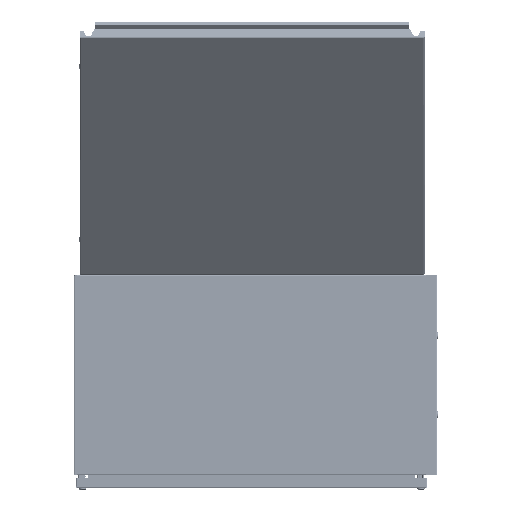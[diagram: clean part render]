
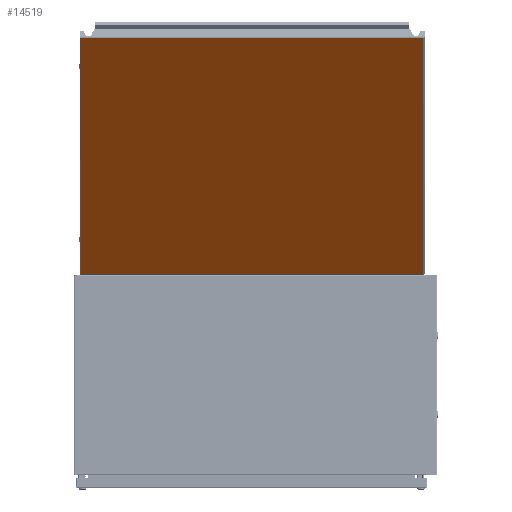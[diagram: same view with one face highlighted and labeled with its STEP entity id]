
A CAD part, left-side view. The second image highlights one B-rep face of the part: STEP entity #14519.
In plain terms, the highlighted face is planar.
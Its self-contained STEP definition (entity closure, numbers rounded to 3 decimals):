
#14519 = ADVANCED_FACE ( 'NONE', ( #143541 ), #93758, .F. ) ;
#16114 = LINE ( 'NONE', #50393, #16119 ) ;
#16116 = LINE ( 'NONE', #50395, #16121 ) ;
#16119 = VECTOR ( 'NONE', #50398, 1000. ) ;
#16120 = LINE ( 'NONE', #50401, #16123 ) ;
#16121 = VECTOR ( 'NONE', #50400, 1000. ) ;
#16122 = LINE ( 'NONE', #50403, #16125 ) ;
#16123 = VECTOR ( 'NONE', #50402, 1000. ) ;
#16125 = VECTOR ( 'NONE', #50404, 1000. ) ;
#24271 = CARTESIAN_POINT ( 'NONE',  ( 292.75, 325.5, 0. ) ) ;
#24272 = CARTESIAN_POINT ( 'NONE',  ( 292.75, -325.5, 0. ) ) ;
#50393 = CARTESIAN_POINT ( 'NONE',  ( 292.75, 325.5, 0. ) ) ;
#50395 = CARTESIAN_POINT ( 'NONE',  ( 293.5, -325.5, 0. ) ) ;
#50398 = DIRECTION ( 'NONE',  ( 0., -1., 0. ) ) ;
#50400 = DIRECTION ( 'NONE',  ( -1., 0., 0. ) ) ;
#50401 = CARTESIAN_POINT ( 'NONE',  ( -292.75, -325.5, 0. ) ) ;
#50402 = DIRECTION ( 'NONE',  ( 0., 1., 0. ) ) ;
#50403 = CARTESIAN_POINT ( 'NONE',  ( -293.5, 325.5, 0. ) ) ;
#50404 = DIRECTION ( 'NONE',  ( 1., 0., 0. ) ) ;
#55312 = VERTEX_POINT ( 'NONE', #90247 ) ;
#55361 = VERTEX_POINT ( 'NONE', #90311 ) ;
#63581 = EDGE_LOOP ( 'NONE', ( #165477, #165479, #165481, #165484 ) ) ;
#90247 = CARTESIAN_POINT ( 'NONE',  ( -292.75, 325.5, 0. ) ) ;
#90311 = CARTESIAN_POINT ( 'NONE',  ( -292.75, -325.5, 0. ) ) ;
#91885 = VERTEX_POINT ( 'NONE', #24272 ) ;
#91890 = VERTEX_POINT ( 'NONE', #24271 ) ;
#93746 = CARTESIAN_POINT ( 'NONE',  ( -293.5, -326.25, 0. ) ) ;
#93758 = PLANE ( 'NONE',  #149103 ) ;
#93764 = DIRECTION ( 'NONE',  ( 0., 0., 1. ) ) ;
#93767 = DIRECTION ( 'NONE',  ( 1., 0., 0. ) ) ;
#99260 = EDGE_CURVE ( 'NONE', #91890, #91885, #16114, .T. ) ;
#99261 = EDGE_CURVE ( 'NONE', #91885, #55361, #16116, .T. ) ;
#99262 = EDGE_CURVE ( 'NONE', #55361, #55312, #16120, .T. ) ;
#99263 = EDGE_CURVE ( 'NONE', #55312, #91890, #16122, .T. ) ;
#143541 = FACE_OUTER_BOUND ( 'NONE', #63581, .T. ) ;
#149103 = AXIS2_PLACEMENT_3D ( 'NONE', #93746, #93764, #93767 ) ;
#165477 = ORIENTED_EDGE ( 'NONE', *, *, #99260, .T. ) ;
#165479 = ORIENTED_EDGE ( 'NONE', *, *, #99261, .T. ) ;
#165481 = ORIENTED_EDGE ( 'NONE', *, *, #99262, .T. ) ;
#165484 = ORIENTED_EDGE ( 'NONE', *, *, #99263, .T. ) ;
